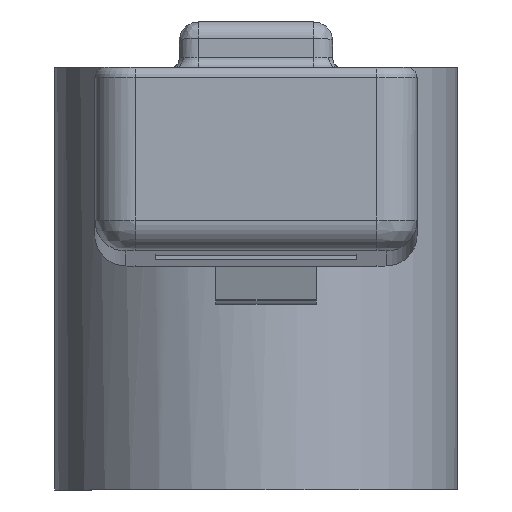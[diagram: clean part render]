
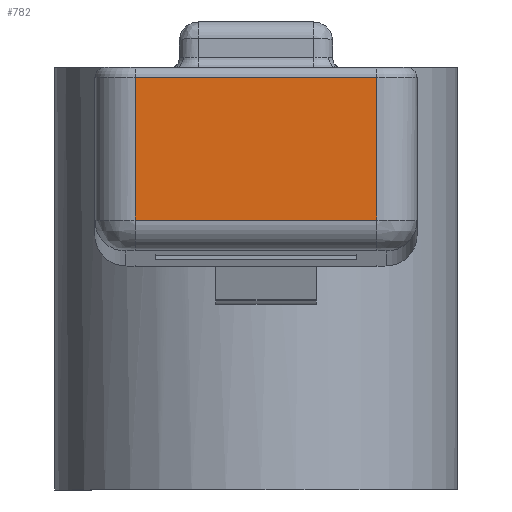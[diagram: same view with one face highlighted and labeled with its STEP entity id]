
A CAD part, front view. The second image highlights one B-rep face of the part: STEP entity #782.
In plain terms, the highlighted planar face has unit normal (0, -1, 0).
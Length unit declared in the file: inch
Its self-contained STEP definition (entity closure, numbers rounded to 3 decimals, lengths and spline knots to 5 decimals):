
#459=FACE_OUTER_BOUND('',#1308,.T.);
#782=ADVANCED_FACE('',(#459),#1087,.F.);
#1087=PLANE('',#5413);
#1308=EDGE_LOOP('',(#2113,#2114,#2115,#2116));
#2113=ORIENTED_EDGE('',*,*,#4038,.T.);
#2114=ORIENTED_EDGE('',*,*,#4039,.T.);
#2115=ORIENTED_EDGE('',*,*,#4035,.T.);
#2116=ORIENTED_EDGE('',*,*,#4040,.T.);
#3560=VERTEX_POINT('',#8123);
#3561=VERTEX_POINT('',#8124);
#3562=VERTEX_POINT('',#8129);
#3563=VERTEX_POINT('',#8130);
#4035=EDGE_CURVE('',#3560,#3561,#4700,.T.);
#4038=EDGE_CURVE('',#3562,#3563,#4701,.T.);
#4039=EDGE_CURVE('',#3563,#3560,#4702,.T.);
#4040=EDGE_CURVE('',#3561,#3562,#4703,.T.);
#4700=LINE('',#8122,#5039);
#4701=LINE('',#8128,#5040);
#4702=LINE('',#8131,#5041);
#4703=LINE('',#8132,#5042);
#5039=VECTOR('',#6239,1.);
#5040=VECTOR('',#6246,1.);
#5041=VECTOR('',#6247,1.);
#5042=VECTOR('',#6248,1.);
#5413=AXIS2_PLACEMENT_3D('',#8133,#6249,#6250);
#6239=DIRECTION('',(0.,0.,1.));
#6246=DIRECTION('',(0.,0.,-1.));
#6247=DIRECTION('',(1.,0.,0.));
#6248=DIRECTION('',(-1.,0.,0.));
#6249=DIRECTION('',(0.,1.,0.));
#6250=DIRECTION('',(0.,0.,-1.));
#8122=CARTESIAN_POINT('',(-4.04,0.,-0.19));
#8123=CARTESIAN_POINT('',(-4.04,0.,-0.14175));
#8124=CARTESIAN_POINT('',(-4.04,0.,0.));
#8128=CARTESIAN_POINT('',(-4.28,0.,-0.19));
#8129=CARTESIAN_POINT('',(-4.28,0.,0.));
#8130=CARTESIAN_POINT('',(-4.28,0.,-0.14175));
#8131=CARTESIAN_POINT('',(-4.,0.,-0.14175));
#8132=CARTESIAN_POINT('',(-4.,0.,0.));
#8133=CARTESIAN_POINT('',(-4.,0.,-0.19));
